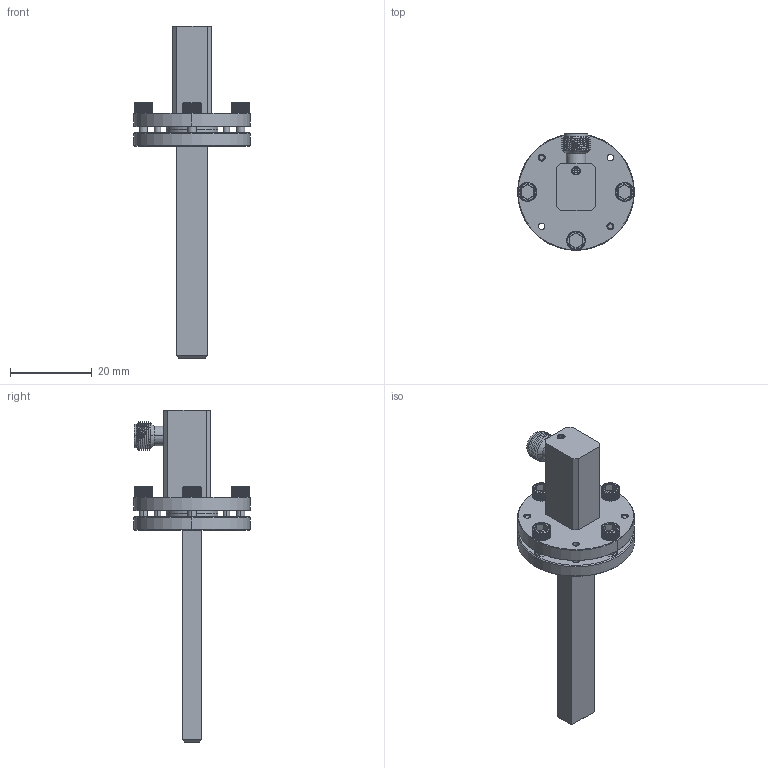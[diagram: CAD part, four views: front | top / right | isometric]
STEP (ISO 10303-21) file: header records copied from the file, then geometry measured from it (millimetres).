
FILE_DESCRIPTION (( 'STEP AP203' ), '1' );
FILE_NAME ('SAP-222F-R2.STEP', '2019-02-07T23:26:31', ( '' ), ( '' ), 'SwSTEP 2.0', 'SolidWorks 2016', '' );
FILE_SCHEMA (( 'CONFIG_CONTROL_DESIGN' ));
Length unit declared in the file: inch
Products named in the file (1): SAP-222F-R2
Bounding box: 28.57 x 28.57 x 81.28 mm (x, y, z)
Volume: 8834.4 mm3; surface area: 6790.9 mm2
Topology: 10 solids, 10 shells, 852 faces, 2280 edges, 1475 vertices
Faces by surface type: plane 467, cylinder 271, cone 101, torus 8, bspline 5
Entity records: 29211 total; most frequent: CARTESIAN_POINT 9074, ORIENTED_EDGE 4552, DIRECTION 3683, EDGE_CURVE 2276, VERTEX_POINT 1475, AXIS2_PLACEMENT_3D 1409, EDGE_LOOP 917, VECTOR 865
